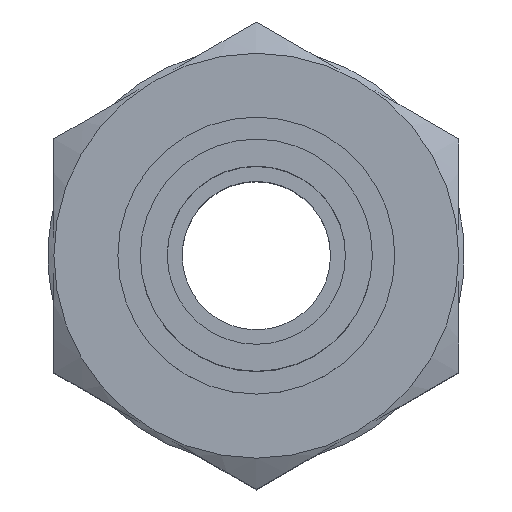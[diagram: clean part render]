
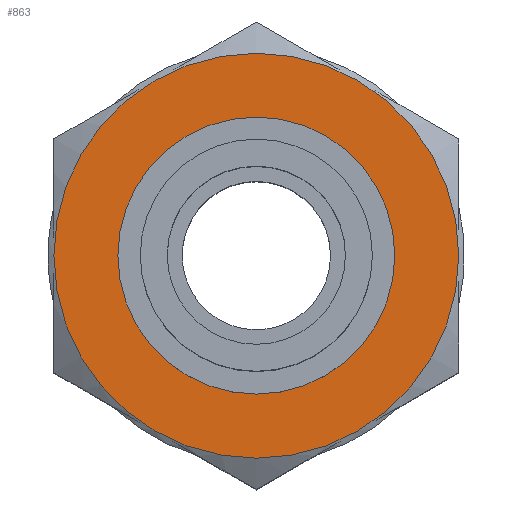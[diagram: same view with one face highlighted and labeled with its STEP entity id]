
A CAD part, top view. The second image highlights one B-rep face of the part: STEP entity #863.
In plain terms, the highlighted planar face has unit normal (0, 0, 1).
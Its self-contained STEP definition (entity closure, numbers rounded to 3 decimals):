
#62=PLANE('',#941);
#172=ORIENTED_EDGE('',*,*,#297,.T.);
#173=ORIENTED_EDGE('',*,*,#243,.F.);
#243=EDGE_CURVE('',#314,#314,#367,.T.);
#297=EDGE_CURVE('',#362,#362,#397,.F.);
#314=VERTEX_POINT('',#1134);
#362=VERTEX_POINT('',#1331);
#367=CIRCLE('',#887,15.);
#397=CIRCLE('',#940,9.5);
#444=EDGE_LOOP('',(#172));
#445=EDGE_LOOP('',(#173));
#510=FACE_BOUND('',#444,.T.);
#511=FACE_BOUND('',#445,.T.);
#863=ADVANCED_FACE('',(#510,#511),#62,.T.);
#887=AXIS2_PLACEMENT_3D('',#1133,#967,#968);
#940=AXIS2_PLACEMENT_3D('',#1330,#1073,#1074);
#941=AXIS2_PLACEMENT_3D('',#1332,#1075,#1076);
#967=DIRECTION('',(0.,0.,-1.));
#968=DIRECTION('',(-1.,0.,0.));
#1073=DIRECTION('',(0.,0.,1.));
#1074=DIRECTION('',(1.,0.,0.));
#1075=DIRECTION('',(0.,0.,1.));
#1076=DIRECTION('',(1.,0.,0.));
#1133=CARTESIAN_POINT('',(0.,0.,-23.75));
#1134=CARTESIAN_POINT('',(-15.,0.,-23.75));
#1330=CARTESIAN_POINT('',(0.,0.,-23.75));
#1331=CARTESIAN_POINT('',(9.5,0.,-23.75));
#1332=CARTESIAN_POINT('',(0.,15.,-23.75));
